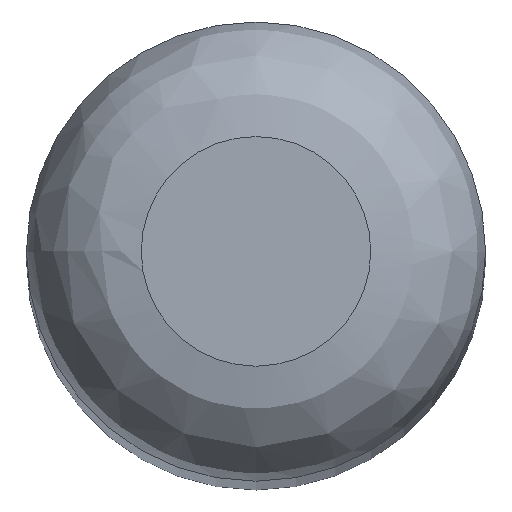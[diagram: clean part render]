
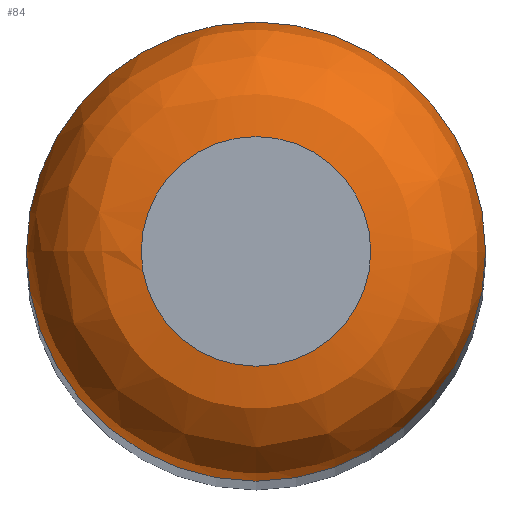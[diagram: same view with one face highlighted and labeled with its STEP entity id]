
A CAD part, top view. The second image highlights one B-rep face of the part: STEP entity #84.
In plain terms, the highlighted free-form (B-spline) face has degree [2, 2] with [3, 9] control points.
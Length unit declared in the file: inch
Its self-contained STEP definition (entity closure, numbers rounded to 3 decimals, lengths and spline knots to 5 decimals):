
#17=(
BOUNDED_SURFACE()
B_SPLINE_SURFACE(2,2,((#161,#162,#163,#164,#165,#166,#167,#168,#169),(#170,
#171,#172,#173,#174,#175,#176,#177,#178),(#179,#180,#181,#182,#183,#184,
#185,#186,#187)),.UNSPECIFIED.,.F.,.T.,.F.)
B_SPLINE_SURFACE_WITH_KNOTS((3,3),(3,2,2,2,3),(0.,1.5708),
(-3.14159,-1.5708,0.,1.5708,3.14159),
 .UNSPECIFIED.)
GEOMETRIC_REPRESENTATION_ITEM()
RATIONAL_B_SPLINE_SURFACE(((1.,0.707,1.,0.707,1.,
0.707,1.,0.707,1.),(0.707,0.5,
0.707,0.5,0.707,0.5,
0.707,0.5,0.707),(1.,0.707,
1.,0.707,1.,0.707,1.,0.707,1.)))
REPRESENTATION_ITEM('')
SURFACE()
);
#20=FACE_OUTER_BOUND('',#25,.T.);
#25=EDGE_LOOP('',(#66,#67,#68,#69,#70,#71));
#31=CIRCLE('',#109,0.03937);
#34=CIRCLE('',#112,0.03937);
#35=CIRCLE('',#113,0.01969);
#36=CIRCLE('',#114,0.01969);
#37=CIRCLE('',#115,0.01969);
#41=VERTEX_POINT('',#152);
#42=VERTEX_POINT('',#153);
#45=VERTEX_POINT('',#188);
#46=VERTEX_POINT('',#189);
#49=EDGE_CURVE('',#41,#42,#31,.T.);
#53=EDGE_CURVE('',#42,#41,#34,.T.);
#54=EDGE_CURVE('',#45,#46,#35,.T.);
#55=EDGE_CURVE('',#46,#42,#36,.T.);
#56=EDGE_CURVE('',#46,#45,#37,.T.);
#66=ORIENTED_EDGE('',*,*,#54,.T.);
#67=ORIENTED_EDGE('',*,*,#55,.T.);
#68=ORIENTED_EDGE('',*,*,#49,.F.);
#69=ORIENTED_EDGE('',*,*,#53,.F.);
#70=ORIENTED_EDGE('',*,*,#55,.F.);
#71=ORIENTED_EDGE('',*,*,#56,.T.);
#84=ADVANCED_FACE('',(#20),#17,.F.);
#109=AXIS2_PLACEMENT_3D('',#154,#125,#126);
#112=AXIS2_PLACEMENT_3D('',#160,#132,#133);
#113=AXIS2_PLACEMENT_3D('',#190,#134,#135);
#114=AXIS2_PLACEMENT_3D('',#191,#136,#137);
#115=AXIS2_PLACEMENT_3D('',#192,#138,#139);
#125=DIRECTION('center_axis',(0.,0.,-1.));
#126=DIRECTION('ref_axis',(1.,0.,0.));
#132=DIRECTION('center_axis',(0.,0.,-1.));
#133=DIRECTION('ref_axis',(1.,0.,0.));
#134=DIRECTION('center_axis',(0.,0.,-1.));
#135=DIRECTION('ref_axis',(1.,0.,0.));
#136=DIRECTION('center_axis',(0.,-1.,0.));
#137=DIRECTION('ref_axis',(-1.,0.,0.));
#138=DIRECTION('center_axis',(0.,0.,-1.));
#139=DIRECTION('ref_axis',(1.,0.,0.));
#152=CARTESIAN_POINT('',(0.03937,0.,0.43307));
#153=CARTESIAN_POINT('',(-0.03937,0.,0.43307));
#154=CARTESIAN_POINT('Origin',(0.,0.,0.43307));
#160=CARTESIAN_POINT('Origin',(0.,0.,0.43307));
#161=CARTESIAN_POINT('Ctrl Pts',(-0.03937,0.,
0.43307));
#162=CARTESIAN_POINT('Ctrl Pts',(-0.03937,-0.03937,
0.43307));
#163=CARTESIAN_POINT('Ctrl Pts',(0.,-0.03937,
0.43307));
#164=CARTESIAN_POINT('Ctrl Pts',(0.03937,-0.03937,
0.43307));
#165=CARTESIAN_POINT('Ctrl Pts',(0.03937,0.,
0.43307));
#166=CARTESIAN_POINT('Ctrl Pts',(0.03937,0.03937,
0.43307));
#167=CARTESIAN_POINT('Ctrl Pts',(0.,0.03937,
0.43307));
#168=CARTESIAN_POINT('Ctrl Pts',(-0.03937,0.03937,
0.43307));
#169=CARTESIAN_POINT('Ctrl Pts',(-0.03937,0.,
0.43307));
#170=CARTESIAN_POINT('Ctrl Pts',(-0.03937,0.,
0.45276));
#171=CARTESIAN_POINT('Ctrl Pts',(-0.03937,-0.03937,
0.45276));
#172=CARTESIAN_POINT('Ctrl Pts',(0.,-0.03937,
0.45276));
#173=CARTESIAN_POINT('Ctrl Pts',(0.03937,-0.03937,
0.45276));
#174=CARTESIAN_POINT('Ctrl Pts',(0.03937,0.,
0.45276));
#175=CARTESIAN_POINT('Ctrl Pts',(0.03937,0.03937,
0.45276));
#176=CARTESIAN_POINT('Ctrl Pts',(0.,0.03937,
0.45276));
#177=CARTESIAN_POINT('Ctrl Pts',(-0.03937,0.03937,
0.45276));
#178=CARTESIAN_POINT('Ctrl Pts',(-0.03937,0.,
0.45276));
#179=CARTESIAN_POINT('Ctrl Pts',(-0.01969,0.,
0.45276));
#180=CARTESIAN_POINT('Ctrl Pts',(-0.01969,-0.01969,
0.45276));
#181=CARTESIAN_POINT('Ctrl Pts',(0.,-0.01969,
0.45276));
#182=CARTESIAN_POINT('Ctrl Pts',(0.01969,-0.01969,
0.45276));
#183=CARTESIAN_POINT('Ctrl Pts',(0.01969,0.,
0.45276));
#184=CARTESIAN_POINT('Ctrl Pts',(0.01969,0.01969,
0.45276));
#185=CARTESIAN_POINT('Ctrl Pts',(0.,0.01969,
0.45276));
#186=CARTESIAN_POINT('Ctrl Pts',(-0.01969,0.01969,
0.45276));
#187=CARTESIAN_POINT('Ctrl Pts',(-0.01969,0.,
0.45276));
#188=CARTESIAN_POINT('',(0.01969,0.,0.45276));
#189=CARTESIAN_POINT('',(-0.01969,0.,0.45276));
#190=CARTESIAN_POINT('Origin',(0.,0.,
0.45276));
#191=CARTESIAN_POINT('Origin',(-0.01969,0.,
0.43307));
#192=CARTESIAN_POINT('Origin',(0.,0.,
0.45276));
